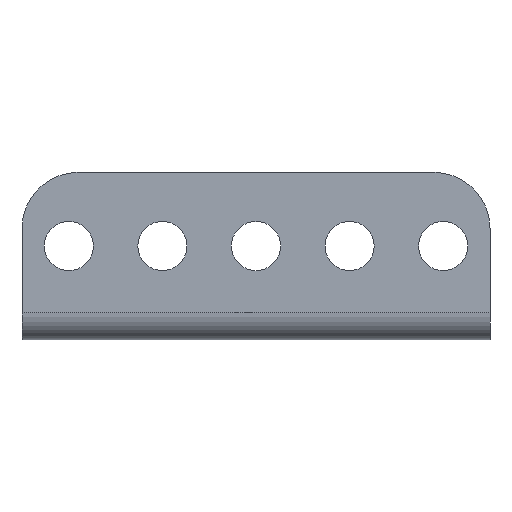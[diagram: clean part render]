
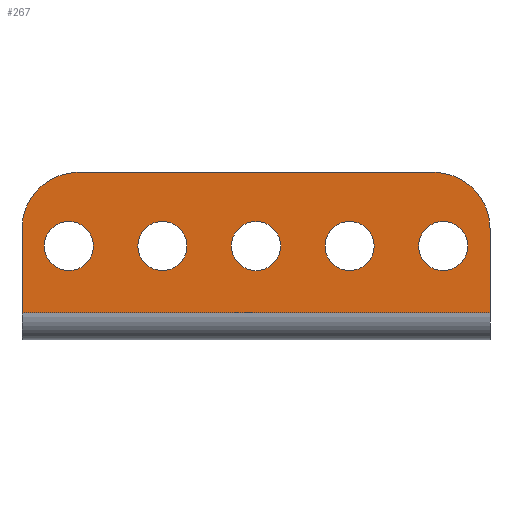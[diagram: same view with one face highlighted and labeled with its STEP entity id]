
A CAD part, front view. The second image highlights one B-rep face of the part: STEP entity #267.
In plain terms, the highlighted planar face has unit normal (0, -1, 0).
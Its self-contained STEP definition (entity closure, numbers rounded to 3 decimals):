
#17 = ORIENTED_EDGE ( 'NONE', *, *, #1138, .T. ) ;
#27 = DIRECTION ( 'NONE',  ( 0., 1., 0. ) ) ;
#28 = VERTEX_POINT ( 'NONE', #636 ) ;
#35 = CARTESIAN_POINT ( 'NONE',  ( 4., -1.6, -8.4 ) ) ;
#41 = ORIENTED_EDGE ( 'NONE', *, *, #526, .T. ) ;
#49 = DIRECTION ( 'NONE',  ( 0., 0., 1. ) ) ;
#66 = VERTEX_POINT ( 'NONE', #1118 ) ;
#74 = ORIENTED_EDGE ( 'NONE', *, *, #1183, .F. ) ;
#107 = DIRECTION ( 'NONE',  ( 0., 0., 1. ) ) ;
#108 = DIRECTION ( 'NONE',  ( 1., 0., 0. ) ) ;
#109 = VERTEX_POINT ( 'NONE', #954 ) ;
#118 = EDGE_CURVE ( 'NONE', #316, #187, #575, .T. ) ;
#125 = AXIS2_PLACEMENT_3D ( 'NONE', #881, #785, #696 ) ;
#130 = CARTESIAN_POINT ( 'NONE',  ( 36., -1.6, -6.3 ) ) ;
#145 = ORIENTED_EDGE ( 'NONE', *, *, #484, .T. ) ;
#149 = FACE_BOUND ( 'NONE', #1159, .T. ) ;
#155 = AXIS2_PLACEMENT_3D ( 'NONE', #565, #1218, #362 ) ;
#158 = VERTEX_POINT ( 'NONE', #391 ) ;
#180 = EDGE_CURVE ( 'NONE', #28, #316, #208, .T. ) ;
#187 = VERTEX_POINT ( 'NONE', #482 ) ;
#195 = CARTESIAN_POINT ( 'NONE',  ( 0., -1.6, -4.8 ) ) ;
#196 = ORIENTED_EDGE ( 'NONE', *, *, #996, .T. ) ;
#201 = DIRECTION ( 'NONE',  ( 0., 0., 1. ) ) ;
#208 = LINE ( 'NONE', #290, #1119 ) ;
#209 = EDGE_LOOP ( 'NONE', ( #1175, #145 ) ) ;
#217 = CARTESIAN_POINT ( 'NONE',  ( 28., -1.6, -8.4 ) ) ;
#218 = CARTESIAN_POINT ( 'NONE',  ( 35.2, -1.6, -4.8 ) ) ;
#224 = AXIS2_PLACEMENT_3D ( 'NONE', #792, #972, #1172 ) ;
#228 = CARTESIAN_POINT ( 'NONE',  ( 12., -1.6, -4.2 ) ) ;
#231 = CARTESIAN_POINT ( 'NONE',  ( 0., -1.6, 0. ) ) ;
#234 = DIRECTION ( 'NONE',  ( 0., 0., 1. ) ) ;
#240 = CIRCLE ( 'NONE', #870, 2.1 ) ;
#244 = EDGE_LOOP ( 'NONE', ( #1126, #433 ) ) ;
#247 = FACE_BOUND ( 'NONE', #244, .T. ) ;
#255 = VERTEX_POINT ( 'NONE', #703 ) ;
#260 = DIRECTION ( 'NONE',  ( 0., 1., 0. ) ) ;
#261 = CIRCLE ( 'NONE', #754, 2.1 ) ;
#267 = ADVANCED_FACE ( 'NONE', ( #715, #340, #1083, #697, #149, #247 ), #1067, .T. ) ;
#278 = CARTESIAN_POINT ( 'NONE',  ( 4., -1.6, -6.3 ) ) ;
#290 = CARTESIAN_POINT ( 'NONE',  ( 0., -1.6, 0. ) ) ;
#297 = EDGE_CURVE ( 'NONE', #109, #158, #240, .T. ) ;
#307 = DIRECTION ( 'NONE',  ( 0., 1., 0. ) ) ;
#308 = EDGE_CURVE ( 'NONE', #187, #783, #346, .T. ) ;
#316 = VERTEX_POINT ( 'NONE', #1179 ) ;
#331 = EDGE_CURVE ( 'NONE', #255, #66, #535, .T. ) ;
#340 = FACE_BOUND ( 'NONE', #413, .T. ) ;
#346 = LINE ( 'NONE', #1089, #1100 ) ;
#348 = ORIENTED_EDGE ( 'NONE', *, *, #118, .F. ) ;
#354 = DIRECTION ( 'NONE',  ( 0., 0., 1. ) ) ;
#362 = DIRECTION ( 'NONE',  ( 0., 0., 1. ) ) ;
#367 = CIRCLE ( 'NONE', #607, 2.1 ) ;
#376 = AXIS2_PLACEMENT_3D ( 'NONE', #231, #425, #797 ) ;
#381 = ORIENTED_EDGE ( 'NONE', *, *, #740, .F. ) ;
#382 = CARTESIAN_POINT ( 'NONE',  ( 4.8, -1.6, -4.8 ) ) ;
#391 = CARTESIAN_POINT ( 'NONE',  ( 36., -1.6, -8.4 ) ) ;
#399 = EDGE_CURVE ( 'NONE', #619, #559, #1184, .T. ) ;
#413 = EDGE_LOOP ( 'NONE', ( #642, #717 ) ) ;
#418 = AXIS2_PLACEMENT_3D ( 'NONE', #382, #763, #669 ) ;
#425 = DIRECTION ( 'NONE',  ( 0., -1., 0. ) ) ;
#430 = VECTOR ( 'NONE', #443, 1000. ) ;
#433 = ORIENTED_EDGE ( 'NONE', *, *, #331, .T. ) ;
#443 = DIRECTION ( 'NONE',  ( 1., 0., 0. ) ) ;
#466 = CARTESIAN_POINT ( 'NONE',  ( 0., -1.6, 0. ) ) ;
#469 = DIRECTION ( 'NONE',  ( 0., 1., 0. ) ) ;
#481 = CARTESIAN_POINT ( 'NONE',  ( 12., -1.6, -8.4 ) ) ;
#482 = CARTESIAN_POINT ( 'NONE',  ( 40., -1.6, -4.8 ) ) ;
#484 = EDGE_CURVE ( 'NONE', #547, #961, #1122, .T. ) ;
#487 = CIRCLE ( 'NONE', #1072, 2.1 ) ;
#492 = DIRECTION ( 'NONE',  ( 0., 0., 1. ) ) ;
#497 = ORIENTED_EDGE ( 'NONE', *, *, #180, .F. ) ;
#506 = VERTEX_POINT ( 'NONE', #217 ) ;
#517 = DIRECTION ( 'NONE',  ( 0., 0., -1. ) ) ;
#526 = EDGE_CURVE ( 'NONE', #506, #978, #261, .T. ) ;
#532 = EDGE_LOOP ( 'NONE', ( #939, #196 ) ) ;
#535 = CIRCLE ( 'NONE', #224, 2.1 ) ;
#536 = CIRCLE ( 'NONE', #418, 4.8 ) ;
#539 = LINE ( 'NONE', #723, #430 ) ;
#547 = VERTEX_POINT ( 'NONE', #481 ) ;
#559 = VERTEX_POINT ( 'NONE', #966 ) ;
#565 = CARTESIAN_POINT ( 'NONE',  ( 28., -1.6, -6.3 ) ) ;
#568 = CARTESIAN_POINT ( 'NONE',  ( 20., -1.6, -6.3 ) ) ;
#571 = LINE ( 'NONE', #466, #628 ) ;
#575 = CIRCLE ( 'NONE', #964, 4.8 ) ;
#582 = CARTESIAN_POINT ( 'NONE',  ( 40., -1.6, -12. ) ) ;
#590 = EDGE_CURVE ( 'NONE', #66, #255, #771, .T. ) ;
#597 = AXIS2_PLACEMENT_3D ( 'NONE', #568, #941, #107 ) ;
#598 = CARTESIAN_POINT ( 'NONE',  ( 0., -1.6, -12. ) ) ;
#607 = AXIS2_PLACEMENT_3D ( 'NONE', #130, #774, #234 ) ;
#615 = AXIS2_PLACEMENT_3D ( 'NONE', #278, #469, #1003 ) ;
#619 = VERTEX_POINT ( 'NONE', #35 ) ;
#624 = ORIENTED_EDGE ( 'NONE', *, *, #855, .T. ) ;
#628 = VECTOR ( 'NONE', #920, 1000. ) ;
#636 = CARTESIAN_POINT ( 'NONE',  ( 4.8, -1.6, 0. ) ) ;
#642 = ORIENTED_EDGE ( 'NONE', *, *, #694, .T. ) ;
#669 = DIRECTION ( 'NONE',  ( 0., 0., 1. ) ) ;
#694 = EDGE_CURVE ( 'NONE', #559, #619, #1165, .T. ) ;
#696 = DIRECTION ( 'NONE',  ( 0., 0., 1. ) ) ;
#697 = FACE_BOUND ( 'NONE', #532, .T. ) ;
#703 = CARTESIAN_POINT ( 'NONE',  ( 20., -1.6, -8.4 ) ) ;
#715 = FACE_OUTER_BOUND ( 'NONE', #767, .T. ) ;
#717 = ORIENTED_EDGE ( 'NONE', *, *, #399, .T. ) ;
#723 = CARTESIAN_POINT ( 'NONE',  ( 0., -1.6, -12. ) ) ;
#724 = VERTEX_POINT ( 'NONE', #195 ) ;
#740 = EDGE_CURVE ( 'NONE', #724, #28, #536, .T. ) ;
#754 = AXIS2_PLACEMENT_3D ( 'NONE', #959, #307, #492 ) ;
#763 = DIRECTION ( 'NONE',  ( 0., 1., 0. ) ) ;
#767 = EDGE_LOOP ( 'NONE', ( #807, #348, #497, #381, #74, #17 ) ) ;
#771 = CIRCLE ( 'NONE', #597, 2.1 ) ;
#774 = DIRECTION ( 'NONE',  ( 0., 1., 0. ) ) ;
#783 = VERTEX_POINT ( 'NONE', #582 ) ;
#785 = DIRECTION ( 'NONE',  ( 0., 1., 0. ) ) ;
#792 = CARTESIAN_POINT ( 'NONE',  ( 20., -1.6, -6.3 ) ) ;
#795 = CARTESIAN_POINT ( 'NONE',  ( 12., -1.6, -6.3 ) ) ;
#797 = DIRECTION ( 'NONE',  ( 0., 0., -1. ) ) ;
#807 = ORIENTED_EDGE ( 'NONE', *, *, #308, .F. ) ;
#811 = CARTESIAN_POINT ( 'NONE',  ( 36., -1.6, -6.3 ) ) ;
#855 = EDGE_CURVE ( 'NONE', #978, #506, #1091, .T. ) ;
#870 = AXIS2_PLACEMENT_3D ( 'NONE', #811, #897, #49 ) ;
#881 = CARTESIAN_POINT ( 'NONE',  ( 4., -1.6, -6.3 ) ) ;
#897 = DIRECTION ( 'NONE',  ( 0., 1., 0. ) ) ;
#907 = AXIS2_PLACEMENT_3D ( 'NONE', #1209, #260, #917 ) ;
#917 = DIRECTION ( 'NONE',  ( 0., 0., 1. ) ) ;
#920 = DIRECTION ( 'NONE',  ( 0., 0., 1. ) ) ;
#939 = ORIENTED_EDGE ( 'NONE', *, *, #297, .T. ) ;
#941 = DIRECTION ( 'NONE',  ( 0., 1., 0. ) ) ;
#954 = CARTESIAN_POINT ( 'NONE',  ( 36., -1.6, -4.2 ) ) ;
#959 = CARTESIAN_POINT ( 'NONE',  ( 28., -1.6, -6.3 ) ) ;
#961 = VERTEX_POINT ( 'NONE', #228 ) ;
#964 = AXIS2_PLACEMENT_3D ( 'NONE', #218, #27, #201 ) ;
#966 = CARTESIAN_POINT ( 'NONE',  ( 4., -1.6, -4.2 ) ) ;
#972 = DIRECTION ( 'NONE',  ( 0., 1., 0. ) ) ;
#978 = VERTEX_POINT ( 'NONE', #1160 ) ;
#983 = VERTEX_POINT ( 'NONE', #598 ) ;
#996 = EDGE_CURVE ( 'NONE', #158, #109, #367, .T. ) ;
#1003 = DIRECTION ( 'NONE',  ( 0., 0., 1. ) ) ;
#1067 = PLANE ( 'NONE',  #376 ) ;
#1072 = AXIS2_PLACEMENT_3D ( 'NONE', #795, #1197, #354 ) ;
#1083 = FACE_BOUND ( 'NONE', #209, .T. ) ;
#1089 = CARTESIAN_POINT ( 'NONE',  ( 40., -1.6, 0. ) ) ;
#1091 = CIRCLE ( 'NONE', #155, 2.1 ) ;
#1100 = VECTOR ( 'NONE', #517, 1000. ) ;
#1116 = EDGE_CURVE ( 'NONE', #961, #547, #487, .T. ) ;
#1118 = CARTESIAN_POINT ( 'NONE',  ( 20., -1.6, -4.2 ) ) ;
#1119 = VECTOR ( 'NONE', #108, 1000. ) ;
#1122 = CIRCLE ( 'NONE', #907, 2.1 ) ;
#1126 = ORIENTED_EDGE ( 'NONE', *, *, #590, .T. ) ;
#1138 = EDGE_CURVE ( 'NONE', #983, #783, #539, .T. ) ;
#1159 = EDGE_LOOP ( 'NONE', ( #624, #41 ) ) ;
#1160 = CARTESIAN_POINT ( 'NONE',  ( 28., -1.6, -4.2 ) ) ;
#1165 = CIRCLE ( 'NONE', #125, 2.1 ) ;
#1172 = DIRECTION ( 'NONE',  ( 0., 0., 1. ) ) ;
#1175 = ORIENTED_EDGE ( 'NONE', *, *, #1116, .T. ) ;
#1179 = CARTESIAN_POINT ( 'NONE',  ( 35.2, -1.6, 0. ) ) ;
#1183 = EDGE_CURVE ( 'NONE', #983, #724, #571, .T. ) ;
#1184 = CIRCLE ( 'NONE', #615, 2.1 ) ;
#1197 = DIRECTION ( 'NONE',  ( 0., 1., 0. ) ) ;
#1209 = CARTESIAN_POINT ( 'NONE',  ( 12., -1.6, -6.3 ) ) ;
#1218 = DIRECTION ( 'NONE',  ( 0., 1., 0. ) ) ;
